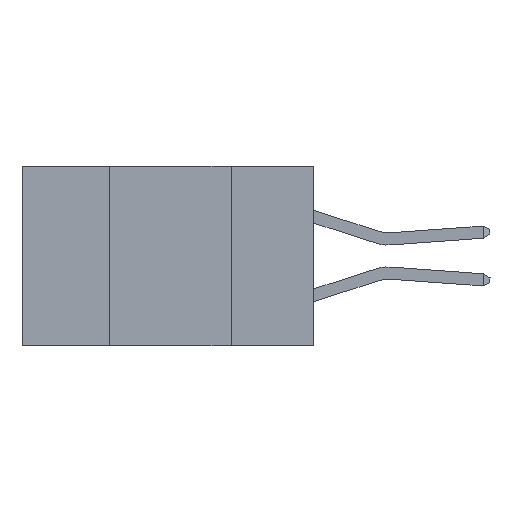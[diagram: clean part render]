
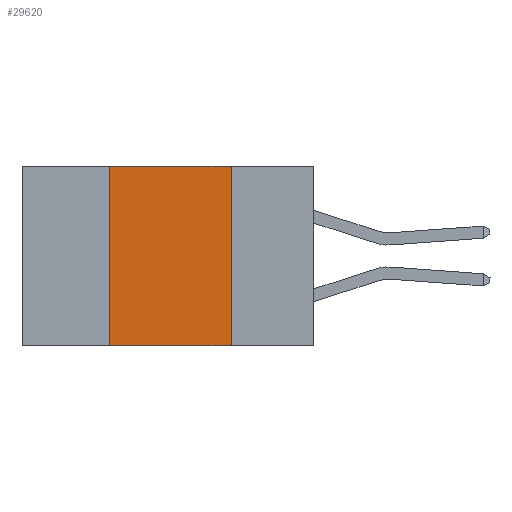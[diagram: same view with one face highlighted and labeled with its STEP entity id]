
A CAD part, left-side view. The second image highlights one B-rep face of the part: STEP entity #29620.
In plain terms, the highlighted planar face has unit normal (-1, 0, 0).
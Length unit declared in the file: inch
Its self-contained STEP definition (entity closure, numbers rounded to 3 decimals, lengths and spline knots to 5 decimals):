
#1637 = EDGE_CURVE ( 'NONE', #24127, #38663, #3308, .T. ) ;
#1675 = DIRECTION ( 'NONE',  ( 0., -1., 0. ) ) ;
#1766 = CARTESIAN_POINT ( 'NONE',  ( 0., 0.42, 0. ) ) ;
#2256 = DIRECTION ( 'NONE',  ( 0., -1., 0. ) ) ;
#2573 = DIRECTION ( 'NONE',  ( 1., 0., 0. ) ) ;
#2586 = AXIS2_PLACEMENT_3D ( 'NONE', #9385, #2573, #23074 ) ;
#3308 = LINE ( 'NONE', #26064, #5938 ) ;
#4117 = FACE_OUTER_BOUND ( 'NONE', #34505, .T. ) ;
#5938 = VECTOR ( 'NONE', #16075, 39.37008 ) ;
#7085 = VERTEX_POINT ( 'NONE', #23698 ) ;
#7204 = VECTOR ( 'NONE', #1675, 39.37008 ) ;
#9385 = CARTESIAN_POINT ( 'NONE',  ( 0., 0.6, 0. ) ) ;
#10255 = VECTOR ( 'NONE', #26039, 39.37008 ) ;
#10380 = CARTESIAN_POINT ( 'NONE',  ( 0., 0.42, -0.37 ) ) ;
#10422 = EDGE_CURVE ( 'NONE', #26637, #38663, #25132, .T. ) ;
#10877 = ORIENTED_EDGE ( 'NONE', *, *, #10422, .T. ) ;
#16075 = DIRECTION ( 'NONE',  ( 0., 0., -1. ) ) ;
#17335 = ORIENTED_EDGE ( 'NONE', *, *, #20599, .F. ) ;
#18662 = CARTESIAN_POINT ( 'NONE',  ( 0., 0.17, -0.37 ) ) ;
#20599 = EDGE_CURVE ( 'NONE', #26637, #7085, #32717, .T. ) ;
#20638 = CARTESIAN_POINT ( 'NONE',  ( 0., 0.17, 0. ) ) ;
#23074 = DIRECTION ( 'NONE',  ( 0., 0., -1. ) ) ;
#23698 = CARTESIAN_POINT ( 'NONE',  ( 0., 0.42, 0. ) ) ;
#24127 = VERTEX_POINT ( 'NONE', #20638 ) ;
#25132 = LINE ( 'NONE', #26090, #41710 ) ;
#25338 = LINE ( 'NONE', #42516, #7204 ) ;
#26039 = DIRECTION ( 'NONE',  ( 0., 0., 1. ) ) ;
#26064 = CARTESIAN_POINT ( 'NONE',  ( 0., 0.17, 0. ) ) ;
#26090 = CARTESIAN_POINT ( 'NONE',  ( 0., 0.6, -0.37 ) ) ;
#26637 = VERTEX_POINT ( 'NONE', #10380 ) ;
#29620 = ADVANCED_FACE ( 'NONE', ( #4117 ), #43410, .F. ) ;
#32115 = ORIENTED_EDGE ( 'NONE', *, *, #1637, .F. ) ;
#32717 = LINE ( 'NONE', #1766, #10255 ) ;
#34505 = EDGE_LOOP ( 'NONE', ( #32115, #43404, #17335, #10877 ) ) ;
#38663 = VERTEX_POINT ( 'NONE', #18662 ) ;
#41514 = EDGE_CURVE ( 'NONE', #7085, #24127, #25338, .T. ) ;
#41710 = VECTOR ( 'NONE', #2256, 39.37008 ) ;
#42516 = CARTESIAN_POINT ( 'NONE',  ( 0., 0.6, 0. ) ) ;
#43404 = ORIENTED_EDGE ( 'NONE', *, *, #41514, .F. ) ;
#43410 = PLANE ( 'NONE',  #2586 ) ;
